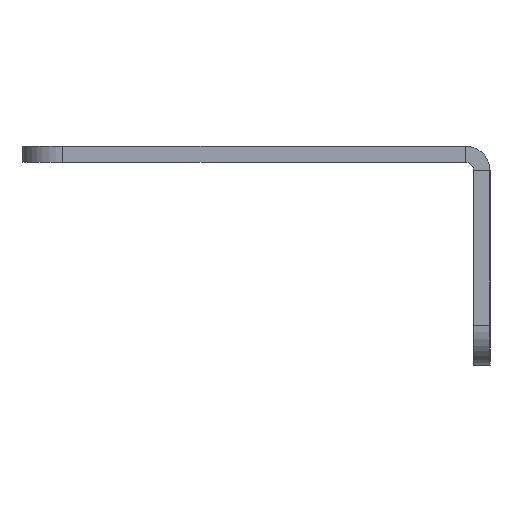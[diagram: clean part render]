
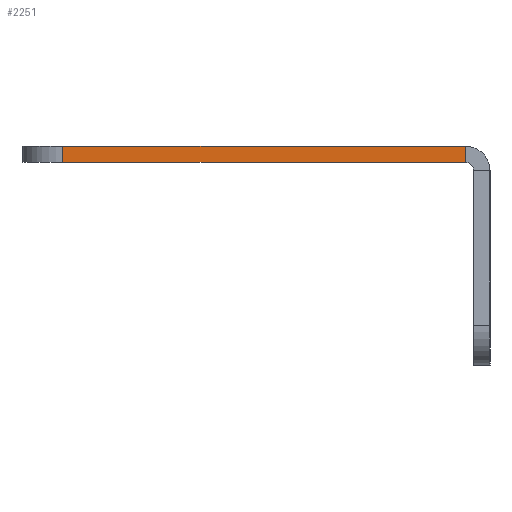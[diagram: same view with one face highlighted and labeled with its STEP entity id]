
A CAD part, left-side view. The second image highlights one B-rep face of the part: STEP entity #2251.
In plain terms, the highlighted planar face has unit normal (-1, 0, 0).
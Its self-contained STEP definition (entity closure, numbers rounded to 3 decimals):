
#79 = LINE ( 'NONE', #810, #2118 ) ;
#81 = VERTEX_POINT ( 'NONE', #1703 ) ;
#109 = CARTESIAN_POINT ( 'NONE',  ( -90., 0., 2. ) ) ;
#118 = CARTESIAN_POINT ( 'NONE',  ( -90., 0., 0. ) ) ;
#126 = VERTEX_POINT ( 'NONE', #934 ) ;
#220 = VECTOR ( 'NONE', #2097, 1000. ) ;
#310 = EDGE_LOOP ( 'NONE', ( #1718, #575, #1314, #399 ) ) ;
#385 = AXIS2_PLACEMENT_3D ( 'NONE', #1999, #2021, #709 ) ;
#399 = ORIENTED_EDGE ( 'NONE', *, *, #1264, .T. ) ;
#473 = DIRECTION ( 'NONE',  ( 0., -1., 0. ) ) ;
#575 = ORIENTED_EDGE ( 'NONE', *, *, #2053, .T. ) ;
#709 = DIRECTION ( 'NONE',  ( 0., 0., 1. ) ) ;
#810 = CARTESIAN_POINT ( 'NONE',  ( -90., 50.5, -1. ) ) ;
#934 = CARTESIAN_POINT ( 'NONE',  ( -90., 50.5, 0. ) ) ;
#1070 = FACE_OUTER_BOUND ( 'NONE', #310, .T. ) ;
#1087 = CARTESIAN_POINT ( 'NONE',  ( -90., 1., 0. ) ) ;
#1155 = EDGE_CURVE ( 'NONE', #1312, #1481, #1388, .T. ) ;
#1264 = EDGE_CURVE ( 'NONE', #81, #1481, #2209, .T. ) ;
#1312 = VERTEX_POINT ( 'NONE', #1679 ) ;
#1314 = ORIENTED_EDGE ( 'NONE', *, *, #1609, .T. ) ;
#1388 = LINE ( 'NONE', #109, #1501 ) ;
#1481 = VERTEX_POINT ( 'NONE', #1726 ) ;
#1501 = VECTOR ( 'NONE', #473, 1000. ) ;
#1535 = VECTOR ( 'NONE', #1649, 1000. ) ;
#1609 = EDGE_CURVE ( 'NONE', #126, #81, #1764, .T. ) ;
#1649 = DIRECTION ( 'NONE',  ( 0., 0., 1. ) ) ;
#1679 = CARTESIAN_POINT ( 'NONE',  ( -90., 50.5, 2. ) ) ;
#1703 = CARTESIAN_POINT ( 'NONE',  ( -90., 1., 0. ) ) ;
#1718 = ORIENTED_EDGE ( 'NONE', *, *, #1155, .F. ) ;
#1726 = CARTESIAN_POINT ( 'NONE',  ( -90., 1., 2. ) ) ;
#1764 = LINE ( 'NONE', #118, #220 ) ;
#1999 = CARTESIAN_POINT ( 'NONE',  ( -90., -2., -1. ) ) ;
#2021 = DIRECTION ( 'NONE',  ( -1., 0., 0. ) ) ;
#2053 = EDGE_CURVE ( 'NONE', #1312, #126, #79, .T. ) ;
#2097 = DIRECTION ( 'NONE',  ( 0., -1., 0. ) ) ;
#2118 = VECTOR ( 'NONE', #2292, 1000. ) ;
#2209 = LINE ( 'NONE', #1087, #1535 ) ;
#2251 = ADVANCED_FACE ( 'NONE', ( #1070 ), #2369, .T. ) ;
#2292 = DIRECTION ( 'NONE',  ( 0., 0., -1. ) ) ;
#2369 = PLANE ( 'NONE',  #385 ) ;
